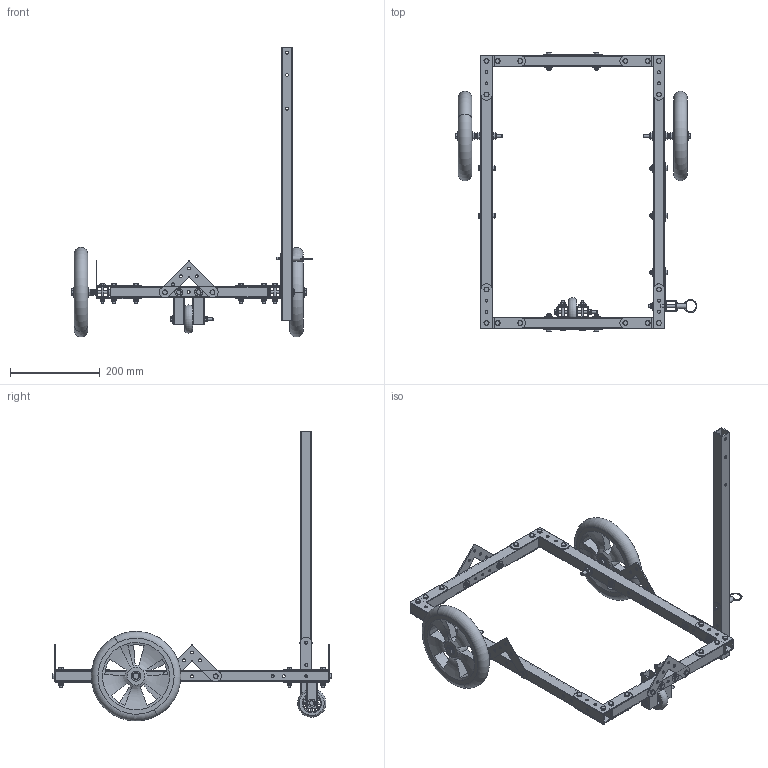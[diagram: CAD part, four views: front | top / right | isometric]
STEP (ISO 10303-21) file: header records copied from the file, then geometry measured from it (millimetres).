
FILE_DESCRIPTION(('FreeCAD Model'),'2;1');
FILE_NAME('Open CASCADE Shape Model','2025-09-09T21:38:32',(''),(''), 'Open CASCADE STEP processor 7.6','FreeCAD','Unknown');
FILE_SCHEMA(('AUTOMOTIVE_DESIGN { 1 0 10303 214 1 1 1 1 }'));
Length unit declared in the file: millimetre
Products named in the file (62): Assembly; LCS_Origin; Timon; L102; Model; QIN12; QIN65; M6x65-Screw; LCS_Tete; QIN06; LCS_Ecrou; M6-Nut; Part; BLPS6-30; LCS_1; QIN35; M6x35-Screw; CHO17; Etape_Assemblage_Droit; Groupe_Longeron_droit; Groupe_Roue_D; Boulon_Roue; QIN13; QIN29; M8-Nut; QIN25; LCS_0; M8x100-Screw; Roue; remorque_roue; LCS_2; Groupe_Cale_Equerre_D; L101; Etape_Assemblage_Gauche; Groupe_Longeron_gauche; Groupe_Roue_G; Groupe_Cale_Equerre_G; Groupe_Traverse_Avant; Etape_5_fixation_roulette; M101 ...
Assembly tree (115 placements, depth 8):
  Assembly
    LCS_Origin
    Timon
      L102
      Model
        LCS_Origin
        QIN12  x2
        QIN65
          M6x65-Screw
          LCS_Tete
        QIN06
          LCS_Ecrou
          M6-Nut
      Part
        BLPS6-30
        LCS_1
      Model
        LCS_Origin
        QIN35
          M6x35-Screw
          LCS_Tete
        QIN12
        QIN06
          LCS_Ecrou
          M6-Nut
      CHO17
    Etape_Assemblage_Droit
      Groupe_Longeron_droit
        Groupe_Roue_D
          Boulon_Roue
            LCS_Origin
            QIN13  x4
            QIN29  x3
              LCS_Ecrou
              M8-Nut
            QIN25
              LCS_0
              M8x100-Screw
          Roue
            remorque_roue
            LCS_1
            LCS_2
        Groupe_Cale_Equerre_D
          L101
          CHO17  x2
          Model  x2
            LCS_Origin
            QIN35
              M6x35-Screw
              LCS_Tete
            QIN12
            QIN06
              LCS_Ecrou
              M6-Nut
      Etape_Assemblage_Gauche
        Groupe_Longeron_gauche
          Groupe_Roue_G
            Roue
              remorque_roue
              LCS_1
Bounding box: 540.24 x 622 x 647.5 mm (x, y, z)
Volume: 1972053.1 mm3; surface area: 858409.3 mm2
Topology: 115 solids, 115 shells, 2061 faces, 4732 edges, 3003 vertices
Faces by surface type: plane 872, cylinder 721, cone 356, torus 46, revolution 40, extrusion 24, sphere 2
Full cylindrical faces by diameter (mm): 5 x29, 5.04 x1, 6 x30, 6.5 x191, 6.667 x29, 6.75 x6, 8 x2, 8.4 x8, 8.5 x4, 8.833 x6, 9.5 x29, 9.99 x29, 11 x1, 11.7 x2, 12.987 x6, 14.49 x2, 18 x17, 22 x8
Entity records: 14744 total; most frequent: CARTESIAN_POINT 4021, DIRECTION 2128, ORIENTED_EDGE 1774, EDGE_CURVE 887, AXIS2_PLACEMENT_3D 858, VERTEX_POINT 574, FACE_BOUND 565, EDGE_LOOP 565
